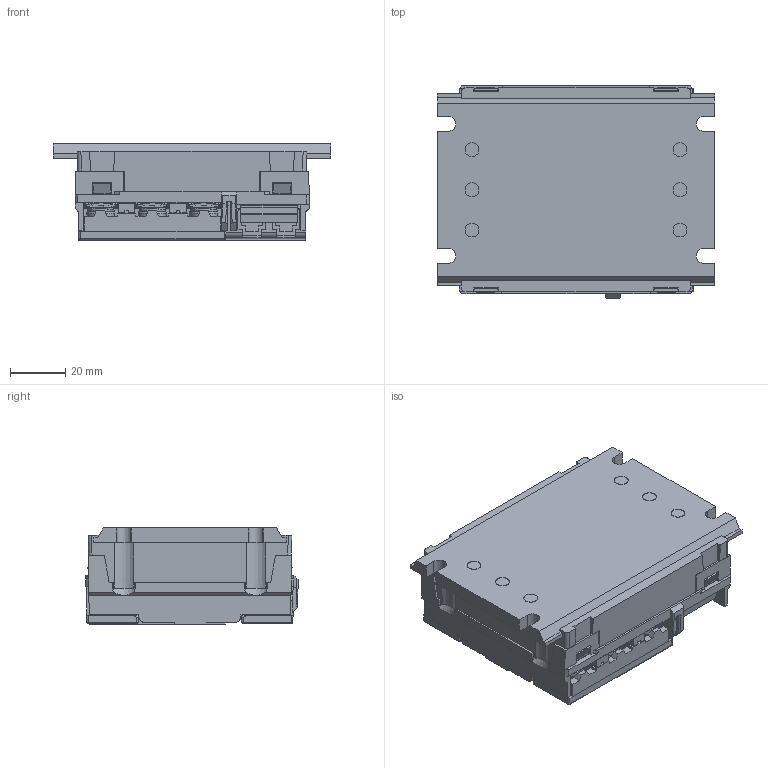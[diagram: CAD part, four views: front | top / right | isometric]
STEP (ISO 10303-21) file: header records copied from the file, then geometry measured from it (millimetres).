
FILE_DESCRIPTION(/* description */ (''),/* implementation_level */ '2;1');
FILE_NAME(/* name */ '20 97 520 A.stp',/* time_stamp */ '2021-02-04T09:20:36+01:00',/* author */ ('ysicot'),/* organization */ (''),/* preprocessor_version */ 'ST-DEVELOPER v17',/* originating_system */ 'Autodesk Inventor 2018',/* authorisation */ '');
FILE_SCHEMA (('CONFIG_CONTROL_DESIGN'));
Length unit declared in the file: millimetre
Products named in the file (7): SGR Crouzet; SGR Crouzet_1; Volet SGT puissance - 1K525040; 1L104010; vis cavalier M5; Cavalier Ø5 carré de 11; rondelle grover pour 1L104010 non contrainte
Assembly tree (12 placements, depth 3):
  SGR Crouzet
    SGR Crouzet_1
    Volet SGT puissance - 1K525040  x2
    1L104010  x6
      vis cavalier M5
      Cavalier Ø5 carré de 11
      rondelle grover pour 1L104010 non contrainte
Bounding box: 100 x 76.48 x 34.7 mm (x, y, z)
Volume: 190760 mm3; surface area: 50003.2 mm2
Topology: 21 solids, 29 shells, 2453 faces, 6937 edges, 4556 vertices
Faces by surface type: plane 1499, cylinder 428, cone 368, sphere 62, bspline 60, torus 36
Full cylindrical faces by diameter (mm): 2.35 x2, 3 x4, 3.5 x6, 4.134 x6, 4.38 x6, 4.6 x6, 5 x18, 7.5 x6
Entity records: 48771 total; most frequent: CARTESIAN_POINT 10290, ORIENTED_EDGE 8234, DIRECTION 7373, EDGE_CURVE 4117, LINE 2847, VECTOR 2847, VERTEX_POINT 2710, AXIS2_PLACEMENT_3D 2263
